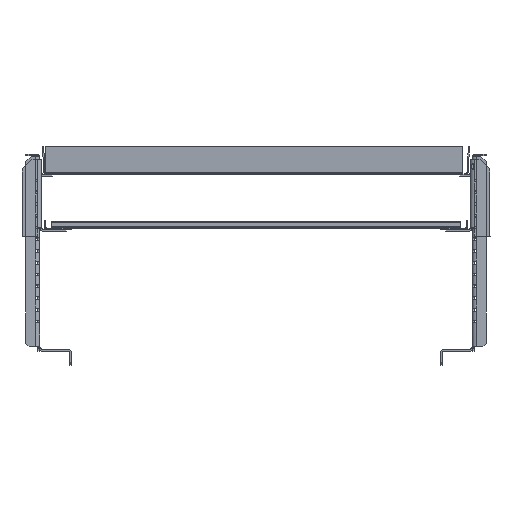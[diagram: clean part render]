
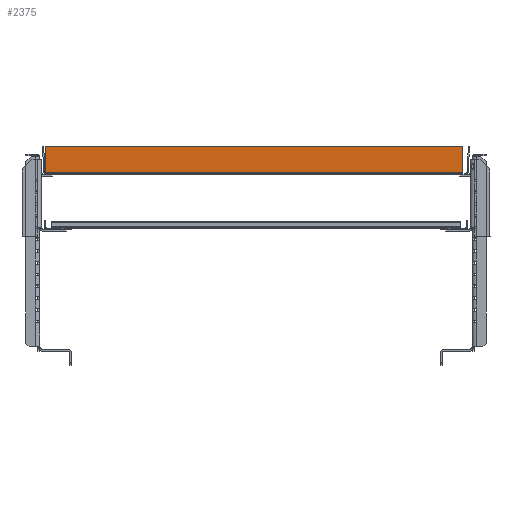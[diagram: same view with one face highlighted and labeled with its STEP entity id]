
A CAD part, front view. The second image highlights one B-rep face of the part: STEP entity #2375.
In plain terms, the highlighted face is planar.
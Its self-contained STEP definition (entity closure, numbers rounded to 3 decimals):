
#2375=ADVANCED_FACE('F22',(#3114),#2649,.T.);
#2649=PLANE('',#10974);
#3114=FACE_OUTER_BOUND('',#3651,.T.);
#3651=EDGE_LOOP('',(#5905,#5906,#5907,#5908));
#5905=ORIENTED_EDGE('',*,*,#8482,.T.);
#5906=ORIENTED_EDGE('',*,*,#8483,.F.);
#5907=ORIENTED_EDGE('',*,*,#8484,.T.);
#5908=ORIENTED_EDGE('',*,*,#8477,.T.);
#7208=VERTEX_POINT('',#33782);
#7209=VERTEX_POINT('',#33784);
#7212=VERTEX_POINT('',#33792);
#7213=VERTEX_POINT('',#33796);
#8477=EDGE_CURVE('E116',#7209,#7208,#9393,.T.);
#8482=EDGE_CURVE('E114',#7208,#7212,#9396,.T.);
#8483=EDGE_CURVE('E96',#7213,#7212,#9397,.T.);
#8484=EDGE_CURVE('E115',#7213,#7209,#9398,.T.);
#9393=LINE('',#33783,#10232);
#9396=LINE('',#33793,#10235);
#9397=LINE('',#33795,#10236);
#9398=LINE('',#33797,#10237);
#10232=VECTOR('',#12683,1.);
#10235=VECTOR('',#12692,1.);
#10236=VECTOR('',#12695,1.);
#10237=VECTOR('',#12696,1.);
#10974=AXIS2_PLACEMENT_3D('',#33798,#12697,#12698);
#12683=DIRECTION('',(0.,0.,1.));
#12692=DIRECTION('',(0.052,0.999,0.));
#12695=DIRECTION('',(0.,0.,1.));
#12696=DIRECTION('',(-0.052,-0.999,0.));
#12697=DIRECTION('',(-0.999,0.052,0.));
#12698=DIRECTION('',(0.,0.,1.));
#33782=CARTESIAN_POINT('',(-1509.045,366.056,1305.809));
#33783=CARTESIAN_POINT('',(-1509.045,366.056,1083.759));
#33784=CARTESIAN_POINT('',(-1509.045,366.056,861.709));
#33792=CARTESIAN_POINT('',(-1507.617,393.3,1305.809));
#33793=CARTESIAN_POINT('',(-1508.331,379.678,1305.809));
#33795=CARTESIAN_POINT('',(-1507.617,393.3,1083.759));
#33796=CARTESIAN_POINT('',(-1507.617,393.3,861.709));
#33797=CARTESIAN_POINT('',(-1508.331,379.678,861.709));
#33798=CARTESIAN_POINT('',(-1507.617,393.3,1305.809));
